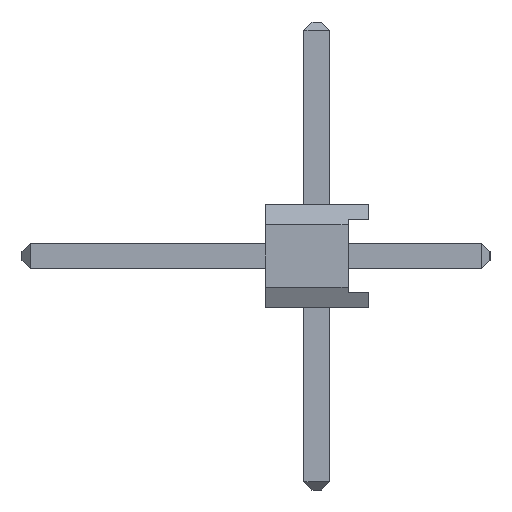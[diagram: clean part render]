
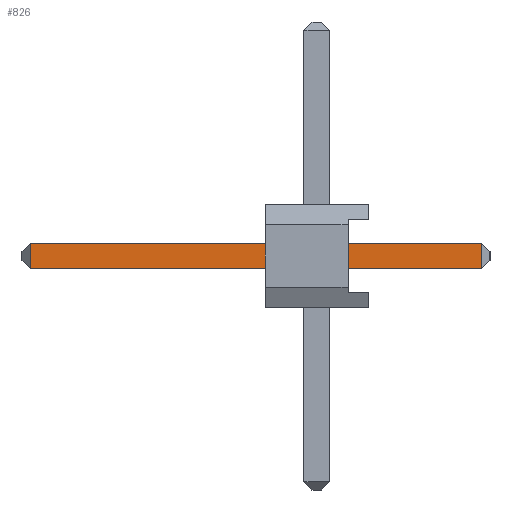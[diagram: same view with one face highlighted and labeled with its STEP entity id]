
A CAD part, left-side view. The second image highlights one B-rep face of the part: STEP entity #826.
In plain terms, the highlighted planar face has unit normal (-1, 0, 0).
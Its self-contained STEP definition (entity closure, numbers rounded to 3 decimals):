
#826 = ADVANCED_FACE( '', ( #1732 ), #1733, .F. );
#1732 = FACE_OUTER_BOUND( '', #2718, .T. );
#1733 = PLANE( '', #2719 );
#2718 = EDGE_LOOP( '', ( #5275, #5276, #5277, #5278 ) );
#2719 = AXIS2_PLACEMENT_3D( '', #5279, #5280, #5281 );
#5275 = ORIENTED_EDGE( '', *, *, #6508, .T. );
#5276 = ORIENTED_EDGE( '', *, *, #6379, .T. );
#5277 = ORIENTED_EDGE( '', *, *, #6968, .F. );
#5278 = ORIENTED_EDGE( '', *, *, #6485, .T. );
#5279 = CARTESIAN_POINT( '', ( -0.32, -0.32, 5.77 ) );
#5280 = DIRECTION( '', ( 1., 0., 0. ) );
#5281 = DIRECTION( '', ( 0., 0., -1. ) );
#6379 = EDGE_CURVE( '', #7913, #7918, #7920, .T. );
#6485 = EDGE_CURVE( '', #8074, #8079, #8081, .T. );
#6508 = EDGE_CURVE( '', #8079, #7913, #8116, .T. );
#6968 = EDGE_CURVE( '', #8074, #7918, #8711, .T. );
#7913 = VERTEX_POINT( '', #10084 );
#7918 = VERTEX_POINT( '', #10091 );
#7920 = LINE( '', #10094, #10095 );
#8074 = VERTEX_POINT( '', #10326 );
#8079 = VERTEX_POINT( '', #10333 );
#8081 = LINE( '', #10336, #10337 );
#8116 = LINE( '', #10388, #10389 );
#8711 = LINE( '', #11289, #11290 );
#10084 = CARTESIAN_POINT( '', ( -0.32, 0.32, -5.57 ) );
#10091 = CARTESIAN_POINT( '', ( -0.32, -0.32, -5.57 ) );
#10094 = CARTESIAN_POINT( '', ( -0.32, -0.32, -5.57 ) );
#10095 = VECTOR( '', #11866, 1000. );
#10326 = CARTESIAN_POINT( '', ( -0.32, -0.32, 5.57 ) );
#10333 = CARTESIAN_POINT( '', ( -0.32, 0.32, 5.57 ) );
#10336 = CARTESIAN_POINT( '', ( -0.32, -0.32, 5.57 ) );
#10337 = VECTOR( '', #11947, 1000. );
#10388 = CARTESIAN_POINT( '', ( -0.32, 0.32, 5.77 ) );
#10389 = VECTOR( '', #11964, 1000. );
#11289 = CARTESIAN_POINT( '', ( -0.32, -0.32, 5.77 ) );
#11290 = VECTOR( '', #12270, 1000. );
#11866 = DIRECTION( '', ( 0., -1., 0. ) );
#11947 = DIRECTION( '', ( 0., 1., 0. ) );
#11964 = DIRECTION( '', ( 0., 0., -1. ) );
#12270 = DIRECTION( '', ( 0., 0., -1. ) );
